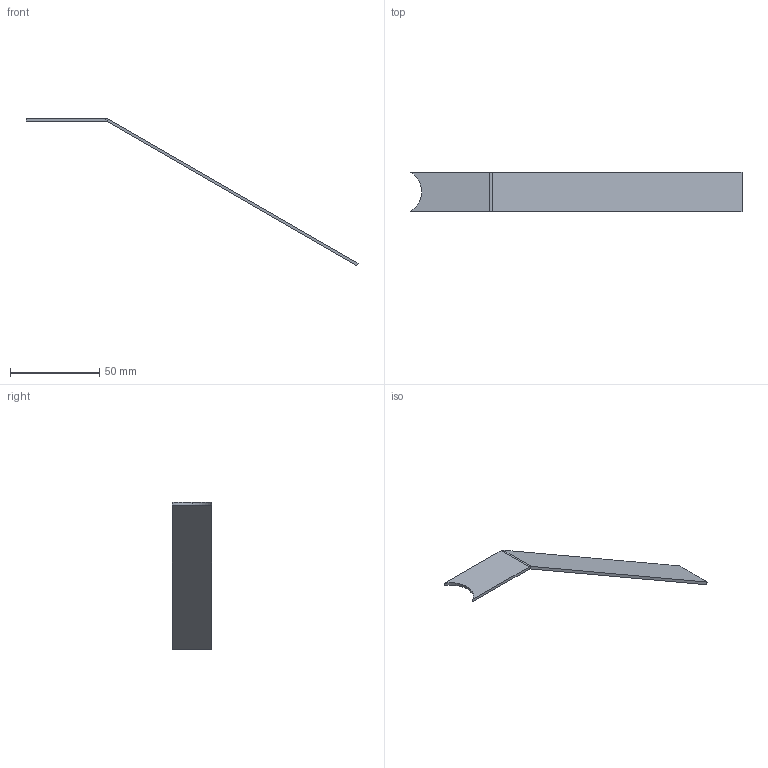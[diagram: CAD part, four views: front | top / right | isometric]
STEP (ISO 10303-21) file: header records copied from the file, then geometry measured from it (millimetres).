
FILE_DESCRIPTION (( 'STEP AP203' ), '1' );
FILE_NAME ('2224255099_Default_sldprt.STEP', '2023-01-20T01:25:39', ( '' ), ( '' ), 'SwSTEP 2.0', 'SolidWorks 2022', '' );
FILE_SCHEMA (( 'CONFIG_CONTROL_DESIGN' ));
Length unit declared in the file: inch
Products named in the file (1): 2224255099_Default_sldprt
Bounding box: 185.72 x 22.23 x 82.34 mm (x, y, z)
Volume: 7137.5 mm3; surface area: 9727.5 mm2
Topology: 1 solids, 1 shells, 15 faces, 31 edges, 18 vertices
Faces by surface type: plane 11, cylinder 4
Entity records: 468 total; most frequent: DIRECTION 71, CARTESIAN_POINT 65, ORIENTED_EDGE 62, EDGE_CURVE 31, AXIS2_PLACEMENT_3D 24, VECTOR 23, LINE 23, VERTEX_POINT 18
